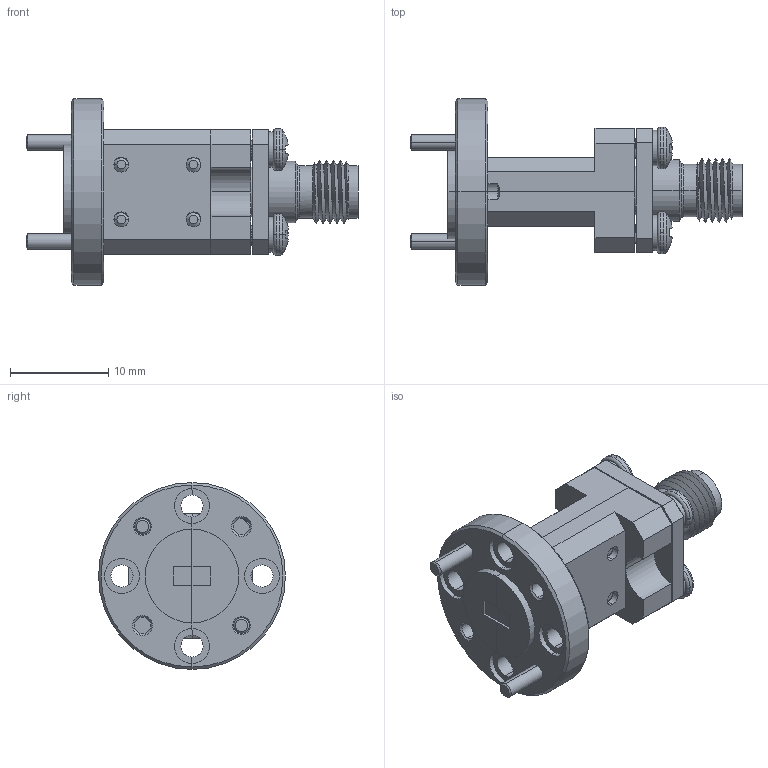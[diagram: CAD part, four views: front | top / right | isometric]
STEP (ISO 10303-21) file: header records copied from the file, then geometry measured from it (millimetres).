
FILE_DESCRIPTION (( 'STEP AP203' ), '1' );
FILE_NAME ('SFP-152KF-S1.STEP', '2018-01-19T19:11:08', ( '' ), ( '' ), 'SwSTEP 2.0', 'SolidWorks 2016', '' );
FILE_SCHEMA (( 'CONFIG_CONTROL_DESIGN' ));
Length unit declared in the file: inch
Products named in the file (1): SFP-152KF-S1
Bounding box: 33.85 x 19.05 x 19.05 mm (x, y, z)
Volume: 2893 mm3; surface area: 3852 mm2
Topology: 17 solids, 17 shells, 970 faces, 2634 edges, 1717 vertices
Faces by surface type: cylinder 603, plane 204, cone 115, bspline 22, torus 18, sphere 8
Entity records: 40181 total; most frequent: CARTESIAN_POINT 18341, ORIENTED_EDGE 5252, DIRECTION 3958, EDGE_CURVE 2626, VERTEX_POINT 1717, AXIS2_PLACEMENT_3D 1481, EDGE_LOOP 1033, VECTOR 996
